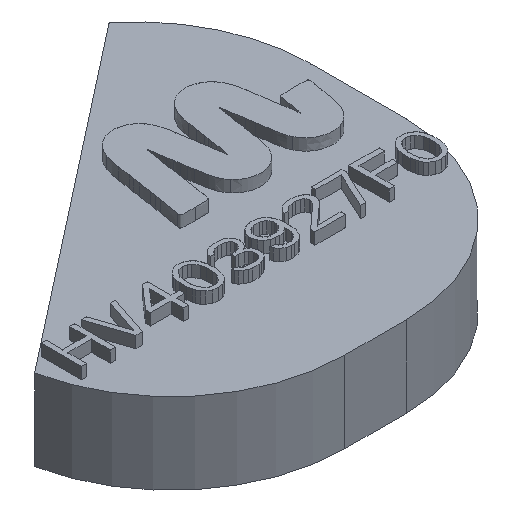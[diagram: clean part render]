
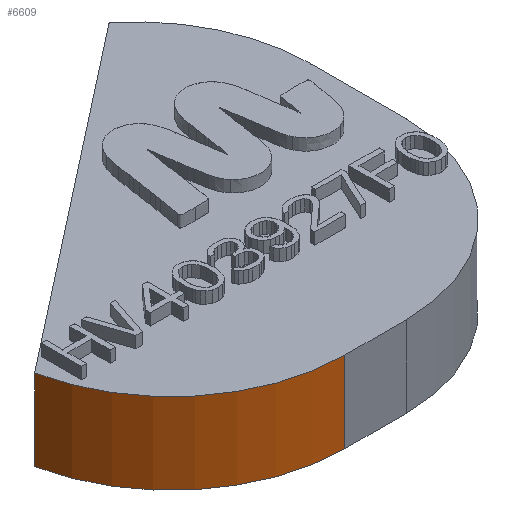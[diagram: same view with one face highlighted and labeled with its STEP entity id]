
A CAD part, isometric view. The second image highlights one B-rep face of the part: STEP entity #6609.
In plain terms, the highlighted cylindrical face has radius 30 mm (diameter 60 mm), a partial arc.
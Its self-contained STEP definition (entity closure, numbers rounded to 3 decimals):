
#37=CARTESIAN_POINT('',(-15.585,5.,0.));
#38=DIRECTION('',(0.,0.,-1.));
#39=DIRECTION('',(0.,-1.,0.));
#40=AXIS2_PLACEMENT_3D('',#37,#38,#39);
#115=DIRECTION('',(0.,0.,-1.));
#116=VECTOR('',#115,14.);
#117=CARTESIAN_POINT('',(-45.,-0.894,14.));
#118=LINE('',#117,#116);
#153=DIRECTION('',(0.,0.,-1.));
#154=VECTOR('',#153,14.);
#155=CARTESIAN_POINT('',(-15.585,-25.,14.));
#156=LINE('',#155,#154);
#170=CARTESIAN_POINT('',(-15.585,5.,14.));
#171=DIRECTION('',(0.,0.,1.));
#172=DIRECTION('',(-0.981,-0.196,0.));
#173=AXIS2_PLACEMENT_3D('',#170,#171,#172);
#5052=CARTESIAN_POINT('',(-15.585,-25.,0.));
#5053=VERTEX_POINT('',#5052);
#5054=CARTESIAN_POINT('',(-15.585,-25.,14.));
#5055=VERTEX_POINT('',#5054);
#6190=CARTESIAN_POINT('',(-45.,-0.894,0.));
#6191=VERTEX_POINT('',#6190);
#6192=CARTESIAN_POINT('',(-45.,-0.894,14.));
#6193=VERTEX_POINT('',#6192);
#6597=CARTESIAN_POINT('',(-15.585,5.,52.037));
#6598=DIRECTION('',(0.,0.,-1.));
#6599=DIRECTION('',(0.,-1.,0.));
#6600=AXIS2_PLACEMENT_3D('',#6597,#6598,#6599);
#6601=CYLINDRICAL_SURFACE('',#6600,30.);
#6602=ORIENTED_EDGE('',*,*,#6371,.T.);
#6603=ORIENTED_EDGE('',*,*,#6490,.F.);
#6605=ORIENTED_EDGE('',*,*,#6604,.T.);
#6606=ORIENTED_EDGE('',*,*,#6590,.T.);
#6607=EDGE_LOOP('',(#6602,#6603,#6605,#6606));
#6608=FACE_OUTER_BOUND('',#6607,.F.);
#41=CIRCLE('',#40,30.);
#174=CIRCLE('',#173,30.);
#6371=EDGE_CURVE('',#5053,#6191,#41,.T.);
#6490=EDGE_CURVE('',#6193,#6191,#118,.T.);
#6590=EDGE_CURVE('',#5055,#5053,#156,.T.);
#6604=EDGE_CURVE('',#6193,#5055,#174,.T.);
#6609=ADVANCED_FACE('',(#6608),#6601,.T.);
